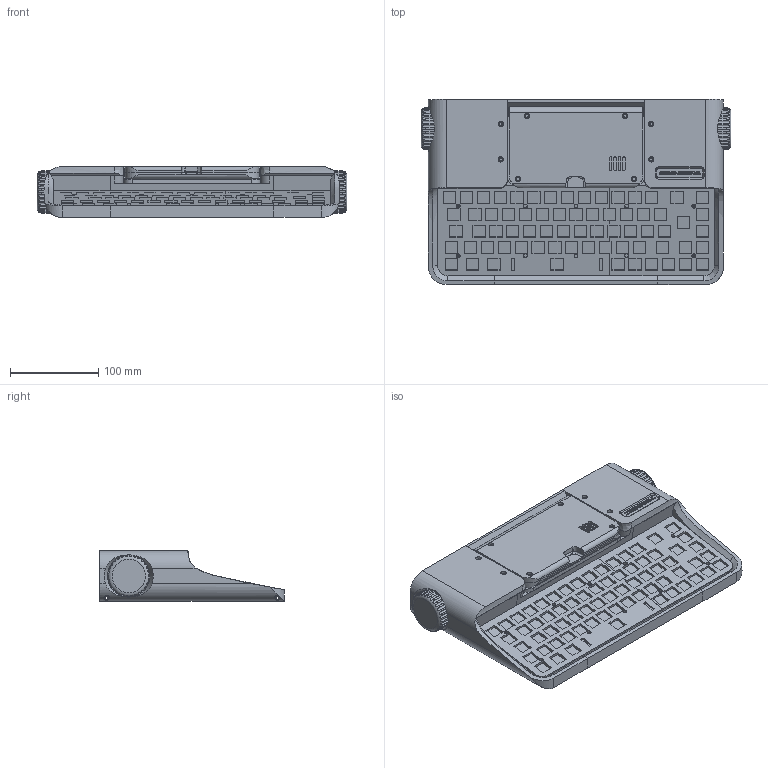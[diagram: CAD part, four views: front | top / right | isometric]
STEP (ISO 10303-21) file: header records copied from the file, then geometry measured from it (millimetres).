
FILE_DESCRIPTION(/* description */ ('','CAx-IF Rec.Pracs.---Representation and Presentation of Product Manufacturing Information (PMI)---4.0---2014-10-13'),/* implementation_level */ '2;1');
FILE_NAME(/* name */ 'Micro Journal Rev.7.step',/* time_stamp */ '2025-03-14T09:40:45+01:00',/* author */ (''),/* organization */ (''),/* preprocessor_version */ 'ST-DEVELOPER v20',/* originating_system */ 'Autodesk Translation Framework v13.20.0.188',/* authorisation */ '');
FILE_SCHEMA (('AP242_MANAGED_MODEL_BASED_3D_ENGINEERING_MIM_LF { 1 0 10303 442 1 1 4 }'));
Length unit declared in the file: millimetre
Products named in the file (7): Micro Journal Rev.7; Plate; Enclosure; Knob; Label; Component31; Display
Assembly tree (6 placements, depth 3):
  Micro Journal Rev.7
    Plate
    Enclosure
    Knob
    Label
      Component31
    Display
Bounding box: 350.16 x 209.14 x 57.63 mm (x, y, z)
Volume: 1548363.9 mm3; surface area: 506026.9 mm2
Topology: 27 solids, 27 shells, 1484 faces, 4043 edges, 2679 vertices
Faces by surface type: plane 874, cylinder 425, bspline 133, cone 32, torus 20
Full cylindrical faces by diameter (mm): 2.4 x8, 3 x16, 3.4 x18, 4.3 x12, 4.4 x10, 5 x2, 6 x12, 8 x2, 13 x2, 22 x2
Entity records: 51764 total; most frequent: CARTESIAN_POINT 13693, ORIENTED_EDGE 8086, DIRECTION 7278, EDGE_CURVE 4043, LINE 2782, VECTOR 2782, VERTEX_POINT 2679, AXIS2_PLACEMENT_3D 2248
